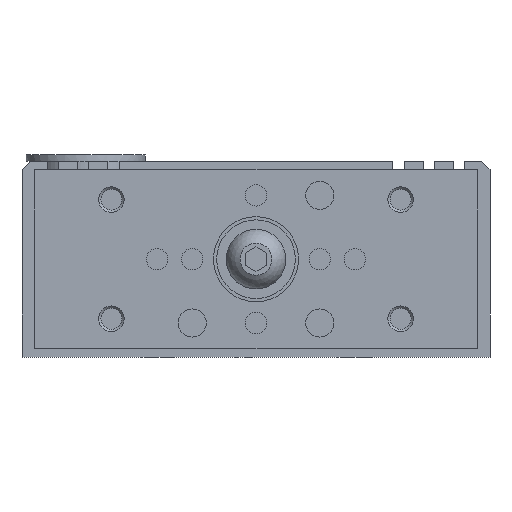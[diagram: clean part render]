
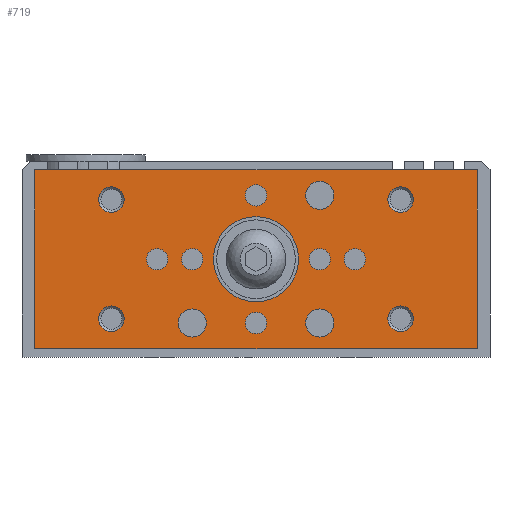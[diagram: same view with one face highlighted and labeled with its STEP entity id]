
A CAD part, left-side view. The second image highlights one B-rep face of the part: STEP entity #719.
In plain terms, the highlighted planar face has unit normal (-1, 0, 0).
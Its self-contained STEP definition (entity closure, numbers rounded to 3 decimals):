
#719 = ADVANCED_FACE( '', ( #1584, #1585, #1586, #1587, #1588, #1589, #1590, #1591, #1592, #1593, #1594, #1595, #1596, #1597, #1598 ), #1599, .F. );
#1584 = FACE_BOUND( '', #2468, .T. );
#1585 = FACE_BOUND( '', #2469, .T. );
#1586 = FACE_BOUND( '', #2470, .T. );
#1587 = FACE_BOUND( '', #2471, .T. );
#1588 = FACE_BOUND( '', #2472, .T. );
#1589 = FACE_BOUND( '', #2473, .T. );
#1590 = FACE_BOUND( '', #2474, .T. );
#1591 = FACE_BOUND( '', #2475, .T. );
#1592 = FACE_BOUND( '', #2476, .T. );
#1593 = FACE_BOUND( '', #2477, .T. );
#1594 = FACE_BOUND( '', #2478, .T. );
#1595 = FACE_BOUND( '', #2479, .T. );
#1596 = FACE_BOUND( '', #2480, .T. );
#1597 = FACE_BOUND( '', #2481, .T. );
#1598 = FACE_OUTER_BOUND( '', #2482, .T. );
#1599 = PLANE( '', #2483 );
#2468 = EDGE_LOOP( '', ( #4220 ) );
#2469 = EDGE_LOOP( '', ( #4221 ) );
#2470 = EDGE_LOOP( '', ( #4222 ) );
#2471 = EDGE_LOOP( '', ( #4223 ) );
#2472 = EDGE_LOOP( '', ( #4224 ) );
#2473 = EDGE_LOOP( '', ( #4225 ) );
#2474 = EDGE_LOOP( '', ( #4226 ) );
#2475 = EDGE_LOOP( '', ( #4227 ) );
#2476 = EDGE_LOOP( '', ( #4228 ) );
#2477 = EDGE_LOOP( '', ( #4229 ) );
#2478 = EDGE_LOOP( '', ( #4230 ) );
#2479 = EDGE_LOOP( '', ( #4231 ) );
#2480 = EDGE_LOOP( '', ( #4232 ) );
#2481 = EDGE_LOOP( '', ( #4233 ) );
#2482 = EDGE_LOOP( '', ( #4234, #4235, #4236, #4237 ) );
#2483 = AXIS2_PLACEMENT_3D( '', #4238, #4239, #4240 );
#4220 = ORIENTED_EDGE( '', *, *, #4937, .T. );
#4221 = ORIENTED_EDGE( '', *, *, #4938, .T. );
#4222 = ORIENTED_EDGE( '', *, *, #4835, .T. );
#4223 = ORIENTED_EDGE( '', *, *, #4902, .T. );
#4224 = ORIENTED_EDGE( '', *, *, #4774, .T. );
#4225 = ORIENTED_EDGE( '', *, *, #4331, .T. );
#4226 = ORIENTED_EDGE( '', *, *, #4616, .T. );
#4227 = ORIENTED_EDGE( '', *, *, #4933, .F. );
#4228 = ORIENTED_EDGE( '', *, *, #4589, .T. );
#4229 = ORIENTED_EDGE( '', *, *, #4871, .T. );
#4230 = ORIENTED_EDGE( '', *, *, #4679, .F. );
#4231 = ORIENTED_EDGE( '', *, *, #4750, .F. );
#4232 = ORIENTED_EDGE( '', *, *, #4709, .T. );
#4233 = ORIENTED_EDGE( '', *, *, #4788, .T. );
#4234 = ORIENTED_EDGE( '', *, *, #4634, .F. );
#4235 = ORIENTED_EDGE( '', *, *, #4792, .F. );
#4236 = ORIENTED_EDGE( '', *, *, #4683, .F. );
#4237 = ORIENTED_EDGE( '', *, *, #4519, .F. );
#4238 = CARTESIAN_POINT( '', ( -106., 52., 44. ) );
#4239 = DIRECTION( '', ( 1., 0., 0. ) );
#4240 = DIRECTION( '', ( 0., 0., 1. ) );
#4331 = EDGE_CURVE( '', #5018, #5018, #5019, .T. );
#4519 = EDGE_CURVE( '', #5334, #5336, #5337, .T. );
#4589 = EDGE_CURVE( '', #5445, #5445, #5446, .T. );
#4616 = EDGE_CURVE( '', #5485, #5485, #5486, .T. );
#4634 = EDGE_CURVE( '', #5509, #5334, #5511, .T. );
#4679 = EDGE_CURVE( '', #5580, #5580, #5581, .T. );
#4683 = EDGE_CURVE( '', #5336, #5587, #5588, .T. );
#4709 = EDGE_CURVE( '', #5626, #5626, #5627, .T. );
#4750 = EDGE_CURVE( '', #5685, #5685, #5686, .T. );
#4774 = EDGE_CURVE( '', #5718, #5718, #5719, .T. );
#4788 = EDGE_CURVE( '', #5739, #5739, #5740, .T. );
#4792 = EDGE_CURVE( '', #5587, #5509, #5744, .T. );
#4835 = EDGE_CURVE( '', #5797, #5797, #5798, .T. );
#4871 = EDGE_CURVE( '', #5839, #5839, #5840, .T. );
#4902 = EDGE_CURVE( '', #5875, #5875, #5876, .T. );
#4933 = EDGE_CURVE( '', #5906, #5906, #5907, .T. );
#4937 = EDGE_CURVE( '', #5911, #5911, #5912, .T. );
#4938 = EDGE_CURVE( '', #5913, #5913, #5914, .T. );
#5018 = VERTEX_POINT( '', #6008 );
#5019 = CIRCLE( '', #6009, 3.3 );
#5334 = VERTEX_POINT( '', #6636 );
#5336 = VERTEX_POINT( '', #6639 );
#5337 = LINE( '', #6640, #6641 );
#5445 = VERTEX_POINT( '', #6772 );
#5446 = CIRCLE( '', #6773, 2.51 );
#5485 = VERTEX_POINT( '', #6818 );
#5486 = CIRCLE( '', #6819, 3.3 );
#5509 = VERTEX_POINT( '', #6849 );
#5511 = LINE( '', #6852, #6853 );
#5580 = VERTEX_POINT( '', #6935 );
#5581 = CIRCLE( '', #6936, 3. );
#5587 = VERTEX_POINT( '', #6943 );
#5588 = LINE( '', #6944, #6945 );
#5626 = VERTEX_POINT( '', #6989 );
#5627 = CIRCLE( '', #6990, 3. );
#5685 = VERTEX_POINT( '', #7058 );
#5686 = CIRCLE( '', #7059, 3. );
#5718 = VERTEX_POINT( '', #7097 );
#5719 = CIRCLE( '', #7098, 3.3 );
#5739 = VERTEX_POINT( '', #7133 );
#5740 = CIRCLE( '', #7134, 10. );
#5744 = LINE( '', #7139, #7140 );
#5797 = VERTEX_POINT( '', #7215 );
#5798 = CIRCLE( '', #7216, 2.51 );
#5839 = VERTEX_POINT( '', #7268 );
#5840 = CIRCLE( '', #7269, 3. );
#5875 = VERTEX_POINT( '', #7309 );
#5876 = CIRCLE( '', #7310, 2.51 );
#5906 = VERTEX_POINT( '', #7344 );
#5907 = CIRCLE( '', #7345, 2.51 );
#5911 = VERTEX_POINT( '', #7349 );
#5912 = CIRCLE( '', #7350, 2.51 );
#5913 = VERTEX_POINT( '', #7351 );
#5914 = CIRCLE( '', #7352, 2.51 );
#6008 = CARTESIAN_POINT( '', ( -106., -15., 4.7 ) );
#6009 = AXIS2_PLACEMENT_3D( '', #7422, #7423, #7424 );
#6636 = CARTESIAN_POINT( '', ( -106., 52., 44. ) );
#6639 = CARTESIAN_POINT( '', ( -106., -52., 44. ) );
#6640 = CARTESIAN_POINT( '', ( -106., 52., 44. ) );
#6641 = VECTOR( '', #7657, 1000. );
#6772 = CARTESIAN_POINT( '', ( -106., -20.74, 23. ) );
#6773 = AXIS2_PLACEMENT_3D( '', #7747, #7748, #7749 );
#6818 = CARTESIAN_POINT( '', ( -106., -15., 34.7 ) );
#6819 = AXIS2_PLACEMENT_3D( '', #7786, #7787, #7788 );
#6849 = CARTESIAN_POINT( '', ( -106., 52., 2. ) );
#6852 = CARTESIAN_POINT( '', ( -106., 52., 2. ) );
#6853 = VECTOR( '', #7806, 1000. );
#6935 = CARTESIAN_POINT( '', ( -106., -31., 9. ) );
#6936 = AXIS2_PLACEMENT_3D( '', #7877, #7878, #7879 );
#6943 = CARTESIAN_POINT( '', ( -106., -52., 2. ) );
#6944 = CARTESIAN_POINT( '', ( -106., -52., 44. ) );
#6945 = VECTOR( '', #7884, 1000. );
#6989 = CARTESIAN_POINT( '', ( -106., -31., 37. ) );
#6990 = AXIS2_PLACEMENT_3D( '', #7930, #7931, #7932 );
#7058 = CARTESIAN_POINT( '', ( -106., 31., 37. ) );
#7059 = AXIS2_PLACEMENT_3D( '', #7982, #7983, #7984 );
#7097 = CARTESIAN_POINT( '', ( -106., 15., 4.7 ) );
#7098 = AXIS2_PLACEMENT_3D( '', #8009, #8010, #8011 );
#7133 = CARTESIAN_POINT( '', ( -106., 10., 23. ) );
#7134 = AXIS2_PLACEMENT_3D( '', #8025, #8026, #8027 );
#7139 = CARTESIAN_POINT( '', ( -106., -52., 2. ) );
#7140 = VECTOR( '', #8029, 1000. );
#7215 = CARTESIAN_POINT( '', ( -106., 0., 35.49 ) );
#7216 = AXIS2_PLACEMENT_3D( '', #8070, #8071, #8072 );
#7268 = CARTESIAN_POINT( '', ( -106., 31., 9. ) );
#7269 = AXIS2_PLACEMENT_3D( '', #8105, #8106, #8107 );
#7309 = CARTESIAN_POINT( '', ( -106., -12.49, 23. ) );
#7310 = AXIS2_PLACEMENT_3D( '', #8122, #8123, #8124 );
#7344 = CARTESIAN_POINT( '', ( -106., 20.74, 23. ) );
#7345 = AXIS2_PLACEMENT_3D( '', #8132, #8133, #8134 );
#7349 = CARTESIAN_POINT( '', ( -106., 0., 10.51 ) );
#7350 = AXIS2_PLACEMENT_3D( '', #8135, #8136, #8137 );
#7351 = CARTESIAN_POINT( '', ( -106., 12.49, 23. ) );
#7352 = AXIS2_PLACEMENT_3D( '', #8138, #8139, #8140 );
#7422 = CARTESIAN_POINT( '', ( -106., -15., 8. ) );
#7423 = DIRECTION( '', ( 1., 0., 0. ) );
#7424 = DIRECTION( '', ( 0., 0., -1. ) );
#7657 = DIRECTION( '', ( 0., -1., 0. ) );
#7747 = CARTESIAN_POINT( '', ( -106., -23.25, 23. ) );
#7748 = DIRECTION( '', ( 1., 0., 0. ) );
#7749 = DIRECTION( '', ( 0., 1., 0. ) );
#7786 = CARTESIAN_POINT( '', ( -106., -15., 38. ) );
#7787 = DIRECTION( '', ( 1., 0., 0. ) );
#7788 = DIRECTION( '', ( 0., 0., -1. ) );
#7806 = DIRECTION( '', ( 0., 0., 1. ) );
#7877 = CARTESIAN_POINT( '', ( -106., -34., 9. ) );
#7878 = DIRECTION( '', ( -1., 0., 0. ) );
#7879 = DIRECTION( '', ( 0., 1., 0. ) );
#7884 = DIRECTION( '', ( 0., 0., -1. ) );
#7930 = CARTESIAN_POINT( '', ( -106., -34., 37. ) );
#7931 = DIRECTION( '', ( 1., 0., 0. ) );
#7932 = DIRECTION( '', ( 0., 1., 0. ) );
#7982 = CARTESIAN_POINT( '', ( -106., 34., 37. ) );
#7983 = DIRECTION( '', ( -1., 0., 0. ) );
#7984 = DIRECTION( '', ( 0., -1., 0. ) );
#8009 = CARTESIAN_POINT( '', ( -106., 15., 8. ) );
#8010 = DIRECTION( '', ( 1., 0., 0. ) );
#8011 = DIRECTION( '', ( 0., 0., -1. ) );
#8025 = CARTESIAN_POINT( '', ( -106., 0., 23. ) );
#8026 = DIRECTION( '', ( 1., 0., 0. ) );
#8027 = DIRECTION( '', ( 0., 1., 0. ) );
#8029 = DIRECTION( '', ( 0., 1., 0. ) );
#8070 = CARTESIAN_POINT( '', ( -106., 0., 38. ) );
#8071 = DIRECTION( '', ( 1., 0., 0. ) );
#8072 = DIRECTION( '', ( 0., 0., -1. ) );
#8105 = CARTESIAN_POINT( '', ( -106., 34., 9. ) );
#8106 = DIRECTION( '', ( 1., 0., 0. ) );
#8107 = DIRECTION( '', ( 0., -1., 0. ) );
#8122 = CARTESIAN_POINT( '', ( -106., -15., 23. ) );
#8123 = DIRECTION( '', ( 1., 0., 0. ) );
#8124 = DIRECTION( '', ( 0., 1., 0. ) );
#8132 = CARTESIAN_POINT( '', ( -106., 23.25, 23. ) );
#8133 = DIRECTION( '', ( -1., 0., 0. ) );
#8134 = DIRECTION( '', ( 0., -1., 0. ) );
#8135 = CARTESIAN_POINT( '', ( -106., 0., 8. ) );
#8136 = DIRECTION( '', ( 1., 0., 0. ) );
#8137 = DIRECTION( '', ( 0., 0., 1. ) );
#8138 = CARTESIAN_POINT( '', ( -106., 15., 23. ) );
#8139 = DIRECTION( '', ( 1., 0., 0. ) );
#8140 = DIRECTION( '', ( 0., -1., 0. ) );
